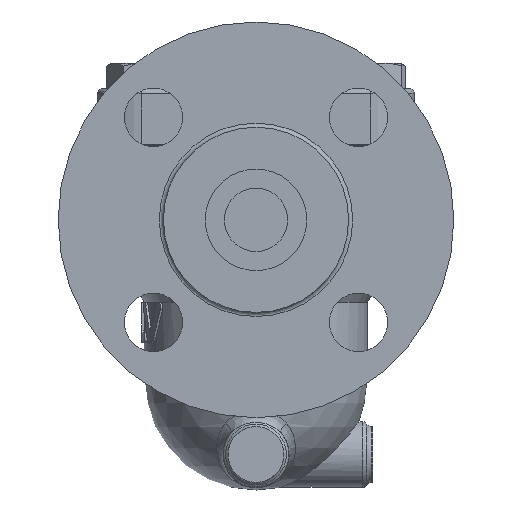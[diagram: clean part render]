
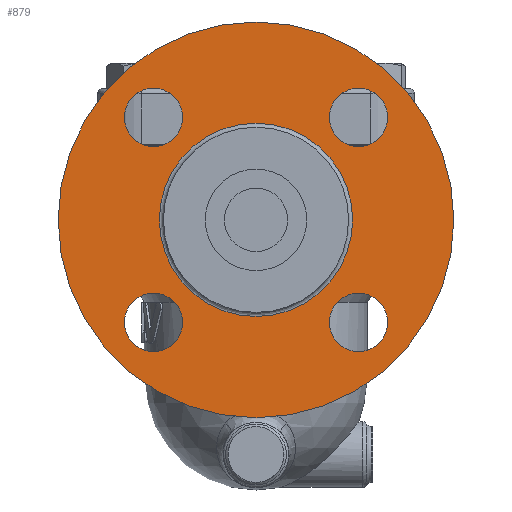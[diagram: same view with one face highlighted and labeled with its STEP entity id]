
A CAD part, left-side view. The second image highlights one B-rep face of the part: STEP entity #879.
In plain terms, the highlighted free-form (B-spline) face has degree [1, 1] with [2, 2] control points.
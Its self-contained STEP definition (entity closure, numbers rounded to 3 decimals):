
#453=CARTESIAN_POINT('',(-133.4,-28.911,-69.911));
#454=VERTEX_POINT('',#453);
#455=CARTESIAN_POINT('',(-133.4,-40.411,-69.911));
#456=DIRECTION('',(1.0,0.0,0.0));
#457=DIRECTION('',(0.0,1.0,0.0));
#458=AXIS2_PLACEMENT_3D('',#455,#456,#457);
#459=CIRCLE('',#458,11.5);
#460=EDGE_CURVE('',#454,#454,#459,.T.);
#481=CARTESIAN_POINT('',(-133.4,40.411,-58.411));
#482=VERTEX_POINT('',#481);
#483=CARTESIAN_POINT('',(-133.4,40.411,-69.911));
#484=DIRECTION('',(1.0,0.0,0.0));
#485=DIRECTION('',(0.0,0.0,1.0));
#486=AXIS2_PLACEMENT_3D('',#483,#484,#485);
#487=CIRCLE('',#486,11.5);
#488=EDGE_CURVE('',#482,#482,#487,.T.);
#509=CARTESIAN_POINT('',(-133.4,28.911,10.911));
#510=VERTEX_POINT('',#509);
#511=CARTESIAN_POINT('',(-133.4,40.411,10.911));
#512=DIRECTION('',(1.0,0.0,0.0));
#513=DIRECTION('',(0.0,-1.0,0.0));
#514=AXIS2_PLACEMENT_3D('',#511,#512,#513);
#515=CIRCLE('',#514,11.5);
#516=EDGE_CURVE('',#510,#510,#515,.T.);
#537=CARTESIAN_POINT('',(-133.4,-40.411,-0.589));
#538=VERTEX_POINT('',#537);
#539=CARTESIAN_POINT('',(-133.4,-40.411,10.911));
#540=DIRECTION('',(1.0,0.0,0.0));
#541=DIRECTION('',(0.0,0.0,-1.0));
#542=AXIS2_PLACEMENT_3D('',#539,#540,#541);
#543=CIRCLE('',#542,11.5);
#544=EDGE_CURVE('',#538,#538,#543,.T.);
#656=CARTESIAN_POINT('',(-133.4,0.0,48.5));
#657=VERTEX_POINT('',#656);
#658=CARTESIAN_POINT('',(-133.4,0.0,-29.5));
#659=DIRECTION('',(-1.0,0.0,0.0));
#660=DIRECTION('',(0.0,0.0,1.0));
#661=AXIS2_PLACEMENT_3D('',#658,#659,#660);
#662=CIRCLE('',#661,78.);
#663=EDGE_CURVE('',#657,#657,#662,.T.);
#844=CARTESIAN_POINT('',(-133.4,0.,8.6));
#845=VERTEX_POINT('',#844);
#846=CARTESIAN_POINT('',(-133.4,0.0,-29.5));
#847=DIRECTION('',(1.0,0.0,0.0));
#848=DIRECTION('',(0.0,0.0,-1.0));
#849=AXIS2_PLACEMENT_3D('',#846,#847,#848);
#850=CIRCLE('',#849,38.1);
#851=EDGE_CURVE('',#845,#845,#850,.T.);
#856=CARTESIAN_POINT('',(-133.4,78.,48.5));
#857=CARTESIAN_POINT('',(-133.4,78.,-107.5));
#858=CARTESIAN_POINT('',(-133.4,-78.,48.5));
#859=CARTESIAN_POINT('',(-133.4,-78.,-107.5));
#860=B_SPLINE_SURFACE_WITH_KNOTS('',1,1,((#856,#858),(#857,#859)),.UNSPECIFIED.,.F.,.F.,.U.,(2,2),(2,2),(0.0,156.),(0.0,156.),.UNSPECIFIED.);
#861=ORIENTED_EDGE('',*,*,#663,.T.);
#862=EDGE_LOOP('',(#861));
#863=FACE_OUTER_BOUND('',#862,.T.);
#864=ORIENTED_EDGE('',*,*,#460,.T.);
#865=EDGE_LOOP('',(#864));
#866=FACE_BOUND('',#865,.T.);
#867=ORIENTED_EDGE('',*,*,#488,.T.);
#868=EDGE_LOOP('',(#867));
#869=FACE_BOUND('',#868,.T.);
#870=ORIENTED_EDGE('',*,*,#516,.T.);
#871=EDGE_LOOP('',(#870));
#872=FACE_BOUND('',#871,.T.);
#873=ORIENTED_EDGE('',*,*,#544,.T.);
#874=EDGE_LOOP('',(#873));
#875=FACE_BOUND('',#874,.T.);
#876=ORIENTED_EDGE('',*,*,#851,.T.);
#877=EDGE_LOOP('',(#876));
#878=FACE_BOUND('',#877,.T.);
#879=ADVANCED_FACE('',(#863,#866,#869,#872,#875,#878),#860,.T.);
